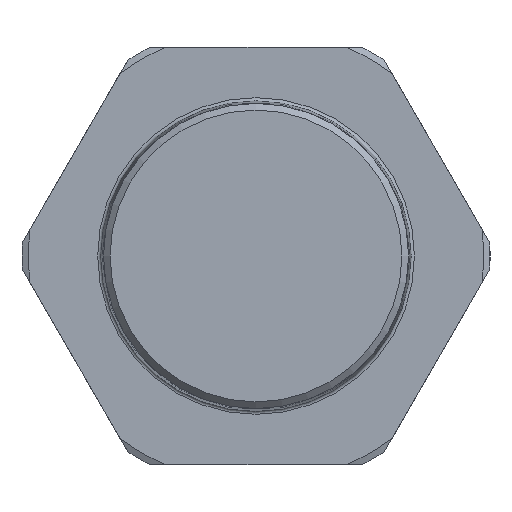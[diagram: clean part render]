
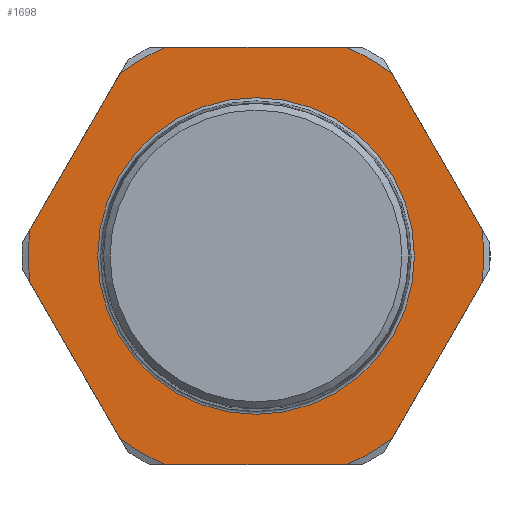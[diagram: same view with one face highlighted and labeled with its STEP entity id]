
A CAD part, left-side view. The second image highlights one B-rep face of the part: STEP entity #1698.
In plain terms, the highlighted planar face has unit normal (-1, 0, 0).
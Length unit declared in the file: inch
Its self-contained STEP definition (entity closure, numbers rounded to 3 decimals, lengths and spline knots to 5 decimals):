
#79=FACE_BOUND('',#500,.T.);
#137=LINE('',#2843,#200);
#140=LINE('',#2873,#203);
#143=LINE('',#2903,#206);
#146=LINE('',#2933,#209);
#149=LINE('',#2953,#212);
#152=LINE('',#2996,#215);
#200=VECTOR('',#2258,0.3937);
#203=VECTOR('',#2263,0.3937);
#206=VECTOR('',#2268,0.3937);
#209=VECTOR('',#2273,0.3937);
#212=VECTOR('',#2278,0.3937);
#215=VECTOR('',#2283,0.3937);
#403=FACE_OUTER_BOUND('',#499,.T.);
#499=EDGE_LOOP('',(#1397,#1398,#1399,#1400,#1401,#1402,#1403,#1404,#1405,
#1406,#1407,#1408));
#500=EDGE_LOOP('',(#1409,#1410));
#613=CIRCLE('',#1883,1.3937);
#615=CIRCLE('',#1886,1.3937);
#616=CIRCLE('',#1888,1.3937);
#619=CIRCLE('',#1892,1.3937);
#620=CIRCLE('',#1894,1.3937);
#624=CIRCLE('',#1900,1.3937);
#625=CIRCLE('',#1901,0.96969);
#626=CIRCLE('',#1902,0.96969);
#767=VERTEX_POINT('',#2840);
#768=VERTEX_POINT('',#2842);
#771=VERTEX_POINT('',#2870);
#772=VERTEX_POINT('',#2872);
#775=VERTEX_POINT('',#2900);
#776=VERTEX_POINT('',#2902);
#779=VERTEX_POINT('',#2930);
#780=VERTEX_POINT('',#2932);
#783=VERTEX_POINT('',#2950);
#784=VERTEX_POINT('',#2952);
#788=VERTEX_POINT('',#2993);
#789=VERTEX_POINT('',#2995);
#790=VERTEX_POINT('',#3018);
#791=VERTEX_POINT('',#3019);
#976=EDGE_CURVE('',#768,#767,#137,.T.);
#980=EDGE_CURVE('',#772,#771,#140,.T.);
#984=EDGE_CURVE('',#776,#775,#143,.T.);
#988=EDGE_CURVE('',#780,#779,#146,.T.);
#992=EDGE_CURVE('',#784,#783,#149,.T.);
#997=EDGE_CURVE('',#789,#788,#152,.T.);
#1000=EDGE_CURVE('',#789,#779,#613,.T.);
#1002=EDGE_CURVE('',#780,#775,#615,.T.);
#1003=EDGE_CURVE('',#772,#783,#616,.T.);
#1006=EDGE_CURVE('',#776,#771,#619,.T.);
#1007=EDGE_CURVE('',#768,#788,#620,.T.);
#1011=EDGE_CURVE('',#784,#767,#624,.T.);
#1012=EDGE_CURVE('',#790,#791,#625,.T.);
#1013=EDGE_CURVE('',#791,#790,#626,.T.);
#1397=ORIENTED_EDGE('',*,*,#976,.T.);
#1398=ORIENTED_EDGE('',*,*,#1011,.F.);
#1399=ORIENTED_EDGE('',*,*,#992,.T.);
#1400=ORIENTED_EDGE('',*,*,#1003,.F.);
#1401=ORIENTED_EDGE('',*,*,#980,.T.);
#1402=ORIENTED_EDGE('',*,*,#1006,.F.);
#1403=ORIENTED_EDGE('',*,*,#984,.T.);
#1404=ORIENTED_EDGE('',*,*,#1002,.F.);
#1405=ORIENTED_EDGE('',*,*,#988,.T.);
#1406=ORIENTED_EDGE('',*,*,#1000,.F.);
#1407=ORIENTED_EDGE('',*,*,#997,.T.);
#1408=ORIENTED_EDGE('',*,*,#1007,.F.);
#1409=ORIENTED_EDGE('',*,*,#1012,.T.);
#1410=ORIENTED_EDGE('',*,*,#1013,.T.);
#1629=PLANE('',#1899);
#1698=ADVANCED_FACE('',(#403,#79),#1629,.T.);
#1883=AXIS2_PLACEMENT_3D('',#3000,#2289,#2290);
#1886=AXIS2_PLACEMENT_3D('',#3003,#2295,#2296);
#1888=AXIS2_PLACEMENT_3D('',#3005,#2299,#2300);
#1892=AXIS2_PLACEMENT_3D('',#3009,#2307,#2308);
#1894=AXIS2_PLACEMENT_3D('',#3011,#2311,#2312);
#1899=AXIS2_PLACEMENT_3D('',#3016,#2321,#2322);
#1900=AXIS2_PLACEMENT_3D('',#3017,#2323,#2324);
#1901=AXIS2_PLACEMENT_3D('',#3020,#2325,#2326);
#1902=AXIS2_PLACEMENT_3D('',#3021,#2327,#2328);
#2258=DIRECTION('',(0.,-0.5,-0.866));
#2263=DIRECTION('',(0.,-0.5,0.866));
#2268=DIRECTION('',(0.,0.5,0.866));
#2273=DIRECTION('',(0.,1.,0.));
#2278=DIRECTION('',(0.,-1.,0.));
#2283=DIRECTION('',(0.,0.5,-0.866));
#2289=DIRECTION('center_axis',(1.,0.,0.));
#2290=DIRECTION('ref_axis',(0.,0.,
1.));
#2295=DIRECTION('center_axis',(1.,0.,0.));
#2296=DIRECTION('ref_axis',(0.,0.,
1.));
#2299=DIRECTION('center_axis',(1.,0.,0.));
#2300=DIRECTION('ref_axis',(0.,0.,
1.));
#2307=DIRECTION('center_axis',(1.,0.,0.));
#2308=DIRECTION('ref_axis',(0.,0.,
1.));
#2311=DIRECTION('center_axis',(1.,0.,0.));
#2312=DIRECTION('ref_axis',(0.,0.,
1.));
#2321=DIRECTION('center_axis',(-1.,0.,0.));
#2322=DIRECTION('ref_axis',(0.,0.,
-1.));
#2323=DIRECTION('center_axis',(1.,0.,0.));
#2324=DIRECTION('ref_axis',(0.,0.,
1.));
#2325=DIRECTION('center_axis',(1.,0.,0.));
#2326=DIRECTION('ref_axis',(0.,0.,
1.));
#2327=DIRECTION('center_axis',(1.,0.,0.));
#2328=DIRECTION('ref_axis',(0.,0.,
1.));
#2840=CARTESIAN_POINT('',(-1.10925,0.83187,-1.11821));
#2842=CARTESIAN_POINT('',(-1.10925,1.38433,-0.16132));
#2843=CARTESIAN_POINT('',(-1.10925,1.07201,-0.70229));
#2870=CARTESIAN_POINT('',(-1.10925,-1.38433,-0.16132));
#2872=CARTESIAN_POINT('',(-1.10925,-0.83187,-1.11821));
#2873=CARTESIAN_POINT('',(-1.10925,-1.1442,-0.57724));
#2900=CARTESIAN_POINT('',(-1.10925,-0.83187,1.11821));
#2902=CARTESIAN_POINT('',(-1.10925,-1.38433,0.16132));
#2903=CARTESIAN_POINT('',(-1.10925,-1.42043,0.0988));
#2930=CARTESIAN_POINT('',(-1.10925,0.55246,1.27953));
#2932=CARTESIAN_POINT('',(-1.10925,-0.55246,1.27953));
#2933=CARTESIAN_POINT('',(-1.10925,-0.97308,1.27953));
#2950=CARTESIAN_POINT('',(-1.10925,-0.55246,-1.27953));
#2952=CARTESIAN_POINT('',(-1.10925,0.55246,-1.27953));
#2953=CARTESIAN_POINT('',(-1.10925,-0.42062,-1.27953));
#2993=CARTESIAN_POINT('',(-1.10925,1.38433,0.16132));
#2995=CARTESIAN_POINT('',(-1.10925,0.83187,1.11821));
#2996=CARTESIAN_POINT('',(-1.10925,0.79578,1.18073));
#3000=CARTESIAN_POINT('Origin',(-1.10925,0.,0.));
#3003=CARTESIAN_POINT('Origin',(-1.10925,0.,0.));
#3005=CARTESIAN_POINT('Origin',(-1.10925,0.,0.));
#3009=CARTESIAN_POINT('Origin',(-1.10925,0.,0.));
#3011=CARTESIAN_POINT('Origin',(-1.10925,0.,0.));
#3016=CARTESIAN_POINT('Origin',(-1.10925,-1.3937,0.));
#3017=CARTESIAN_POINT('Origin',(-1.10925,0.,0.));
#3018=CARTESIAN_POINT('',(-1.10925,-0.96969,0.));
#3019=CARTESIAN_POINT('',(-1.10925,0.,-0.96969));
#3020=CARTESIAN_POINT('Origin',(-1.10925,0.,0.));
#3021=CARTESIAN_POINT('Origin',(-1.10925,0.,0.));
